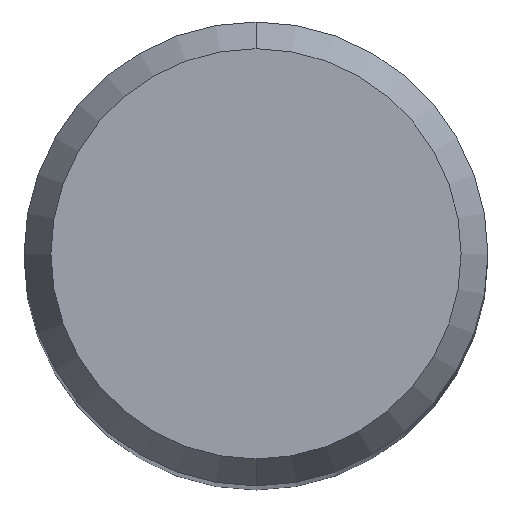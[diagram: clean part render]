
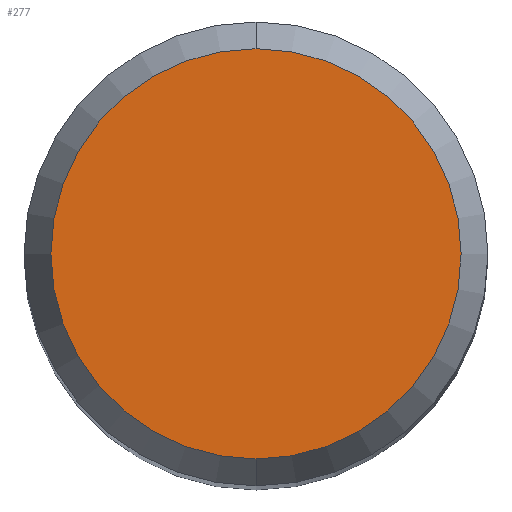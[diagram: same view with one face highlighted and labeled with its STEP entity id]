
A CAD part, top view. The second image highlights one B-rep face of the part: STEP entity #277.
In plain terms, the highlighted planar face has unit normal (0, 0, 1).
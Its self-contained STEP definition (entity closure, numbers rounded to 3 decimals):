
#185=VERTEX_POINT('',#477);
#277=ADVANCED_FACE('',(#579),#580,.T.);
#357=EDGE_CURVE('',#421,#185,#667,.T.);
#387=EDGE_CURVE('',#185,#421,#700,.T.);
#421=VERTEX_POINT('',#738);
#477=CARTESIAN_POINT('',(0.0,3.538,40.701));
#579=FACE_OUTER_BOUND('',#1057,.T.);
#580=PLANE('',#1058);
#667=CIRCLE('',#1218,3.538);
#700=CIRCLE('',#1299,3.538);
#738=CARTESIAN_POINT('',(0.,-3.538,40.701));
#1057=EDGE_LOOP('',(#1543,#1544));
#1058=AXIS2_PLACEMENT_3D('',#1545,#1546,#1547);
#1218=AXIS2_PLACEMENT_3D('',#1650,#1651,#1652);
#1299=AXIS2_PLACEMENT_3D('',#1680,#1681,#1682);
#1543=ORIENTED_EDGE('',*,*,#387,.F.);
#1544=ORIENTED_EDGE('',*,*,#357,.F.);
#1545=CARTESIAN_POINT('',(0.0,1.769,40.701));
#1546=DIRECTION('',(-0.0,0.0,1.0));
#1547=DIRECTION('',(0.0,-1.0,0.0));
#1650=CARTESIAN_POINT('',(0.0,0.0,40.701));
#1651=DIRECTION('',(0.0,0.0,-1.0));
#1652=DIRECTION('',(0.0,1.0,0.0));
#1680=CARTESIAN_POINT('',(0.0,0.0,40.701));
#1681=DIRECTION('',(0.0,0.0,-1.0));
#1682=DIRECTION('',(0.0,1.0,0.0));
